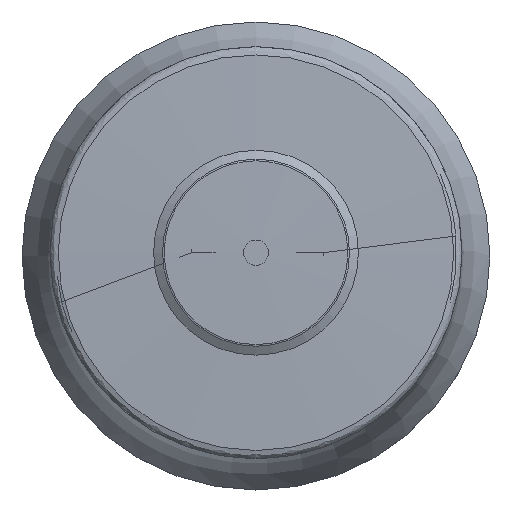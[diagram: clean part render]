
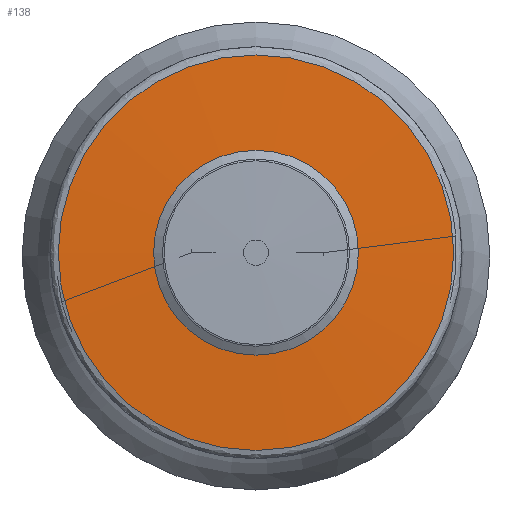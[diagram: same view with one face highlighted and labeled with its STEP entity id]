
A CAD part, top view. The second image highlights one B-rep face of the part: STEP entity #138.
In plain terms, the highlighted face is a revolution surface.
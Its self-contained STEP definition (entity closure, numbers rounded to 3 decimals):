
#33=SURFACE_OF_REVOLUTION('',#77,#38);
#38=AXIS1_PLACEMENT('',#678,#541);
#77=B_SPLINE_CURVE_WITH_KNOTS('',5,(#672,#673,#674,#675,#676,#677),
 .UNSPECIFIED.,.F.,.F.,(6,6),(0.,1.),.UNSPECIFIED.);
#138=ADVANCED_FACE('',(#183,#184),#33,.F.);
#183=FACE_BOUND('',#228,.T.);
#184=FACE_BOUND('',#229,.T.);
#228=EDGE_LOOP('',(#298));
#229=EDGE_LOOP('',(#299));
#298=ORIENTED_EDGE('',*,*,#369,.T.);
#299=ORIENTED_EDGE('',*,*,#368,.F.);
#333=VERTEX_POINT('',#646);
#334=VERTEX_POINT('',#671);
#368=EDGE_CURVE('',#333,#333,#389,.T.);
#369=EDGE_CURVE('',#334,#334,#390,.T.);
#389=CIRCLE('',#436,17.75);
#390=CIRCLE('',#437,9.193);
#436=AXIS2_PLACEMENT_3D('',#645,#536,#537);
#437=AXIS2_PLACEMENT_3D('',#670,#539,#540);
#536=DIRECTION('',(0.,0.,-1.));
#537=DIRECTION('',(-1.,0.,0.));
#539=DIRECTION('',(0.,0.,-1.));
#540=DIRECTION('',(-1.,0.,0.));
#541=DIRECTION('',(0.,0.,-1.));
#645=CARTESIAN_POINT('',(0.,0.,172.042));
#646=CARTESIAN_POINT('',(-17.75,0.,172.042));
#670=CARTESIAN_POINT('',(0.,0.,172.349));
#671=CARTESIAN_POINT('',(-9.193,0.,172.349));
#672=CARTESIAN_POINT('',(17.75,0.,172.042));
#673=CARTESIAN_POINT('',(16.039,0.,172.103));
#674=CARTESIAN_POINT('',(14.328,0.,172.164));
#675=CARTESIAN_POINT('',(12.616,0.,172.226));
#676=CARTESIAN_POINT('',(10.905,0.,172.287));
#677=CARTESIAN_POINT('',(9.193,0.,172.349));
#678=CARTESIAN_POINT('',(0.,0.,0.));
